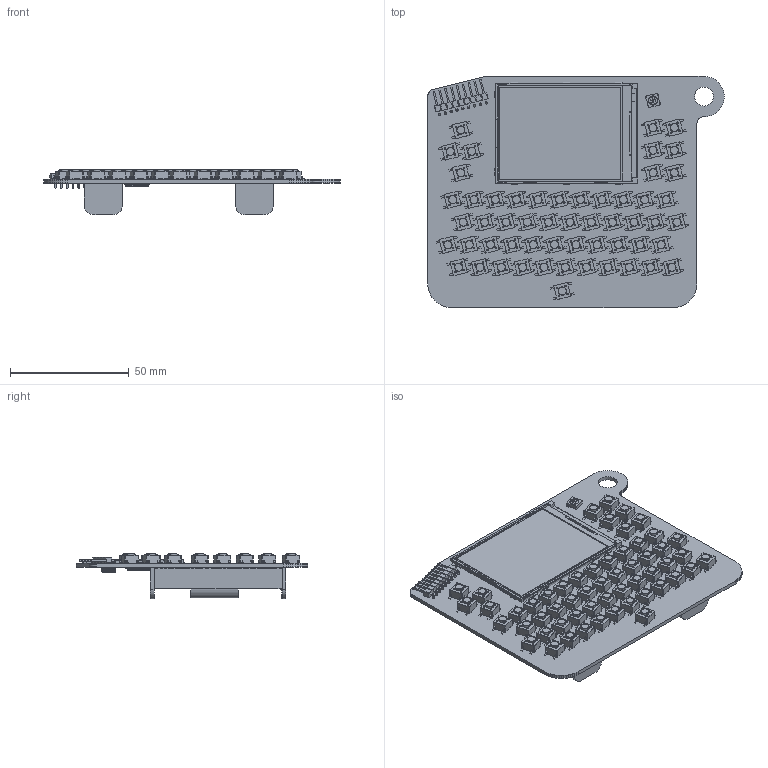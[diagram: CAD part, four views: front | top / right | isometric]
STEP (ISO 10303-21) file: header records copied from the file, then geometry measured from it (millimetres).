
FILE_DESCRIPTION(('KiCad electronic assembly'),'2;1');
FILE_NAME('Hackaday Belgrade.step','2018-10-18T07:30:04',('An Author'),( 'A Company'),'Open CASCADE STEP processor 6.8', 'KiCad to STEP converter','Unknown');
FILE_SCHEMA(('AUTOMOTIVE_DESIGN_CC2 { 1 2 10303 214 -1 1 5 4 }'));
Length unit declared in the file: millimetre
Products named in the file (14): Open CASCADE STEP translator 6.8 1; Pin_Header_Angled_1x09_Pitch2.54mm; SOLID; SW_SPST_PTS645; WS2812_RGB_LED_updated; TQFP-64_10x10mm_Pitch0.5mm; NHD-2.4-240320CF-NoCable; COMPOUND; KEYSTONE_2460
Assembly tree (69 placements, depth 3):
  Open CASCADE STEP translator 6.8 1
    Pin_Header_Angled_1x09_Pitch2.54mm  x2
      SOLID
    SW_SPST_PTS645  x55
      SOLID
    WS2812_RGB_LED_updated
      SOLID
    TQFP-64_10x10mm_Pitch0.5mm
      SOLID
    NHD-2.4-240320CF-NoCable
      COMPOUND
    KEYSTONE_2460  x2
      SOLID
    COMPOUND
Bounding box: 125 x 97.5 x 19.25 mm (x, y, z)
Volume: 30804.6 mm3; surface area: 76791.5 mm2
Topology: 72 solids, 73 shells, 8597 faces, 22228 edges, 14417 vertices
Faces by surface type: plane 6233, cylinder 1984, revolution 220, bspline 104, cone 56
Full cylindrical faces by diameter (mm): 0.025 x2, 0.5 x1, 0.6 x220, 1 x11, 1.146 x1, 3 x2, 3.5 x55, 4 x2, 8 x1
Entity records: 270891 total; most frequent: CARTESIAN_POINT 97535, DIRECTION 28997, LINE 20953, VECTOR 20953, ORIENTED_EDGE 16514, PCURVE 16514, DEFINITIONAL_REPRESENTATION 16514, EDGE_CURVE 8259
